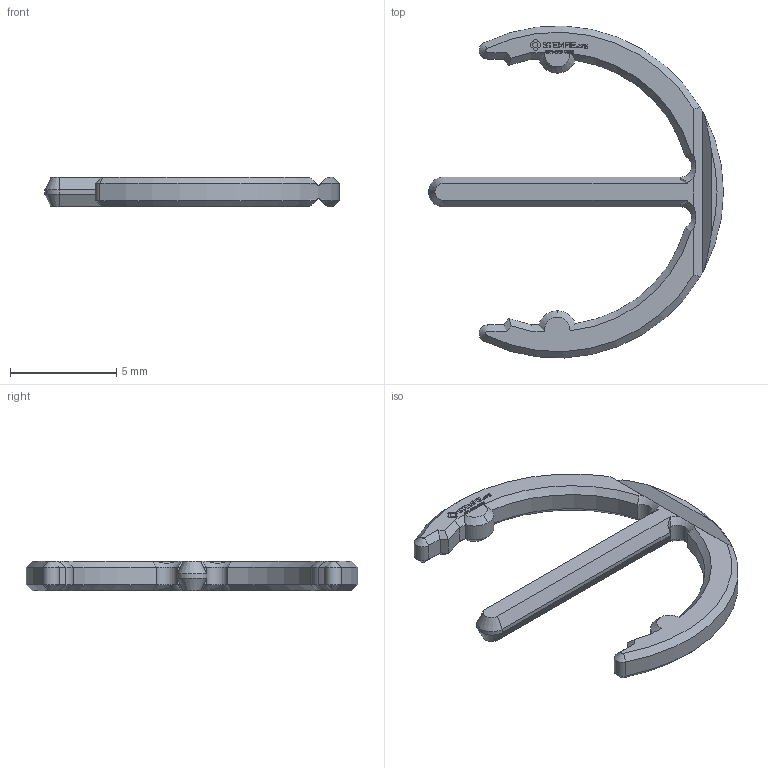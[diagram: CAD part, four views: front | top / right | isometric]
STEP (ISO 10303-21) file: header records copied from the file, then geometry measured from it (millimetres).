
FILE_DESCRIPTION(('FreeCAD Model'),'2;1');
FILE_NAME('Open CASCADE Shape Model','2024-06-22T19:22:45',(''),(''), 'Open CASCADE STEP processor 7.6','FreeCAD','Unknown');
FILE_SCHEMA(('AUTOMOTIVE_DESIGN { 1 0 10303 214 1 1 1 1 }'));
Length unit declared in the file: millimetre
Products named in the file (1): Retaining Ring PTH SCL LCT RDL TRH-H SYM BU01.00x01.25 - SPN-RRG-0003 
(stemfie.org)
Bounding box: 13.86 x 15.61 x 1.4 mm (x, y, z)
Volume: 75.6 mm3; surface area: 216.5 mm2
Topology: 1 solids, 1 shells, 596 faces, 1639 edges, 1078 vertices
Faces by surface type: plane 356, extrusion 202, cone 28, cylinder 10
Entity records: 23127 total; most frequent: CARTESIAN_POINT 4574, ORIENTED_EDGE 3278, DIRECTION 2307, EDGE_CURVE 1639, VECTOR 1341, LINE 1139, VERTEX_POINT 1078, FACE_BOUND 629
